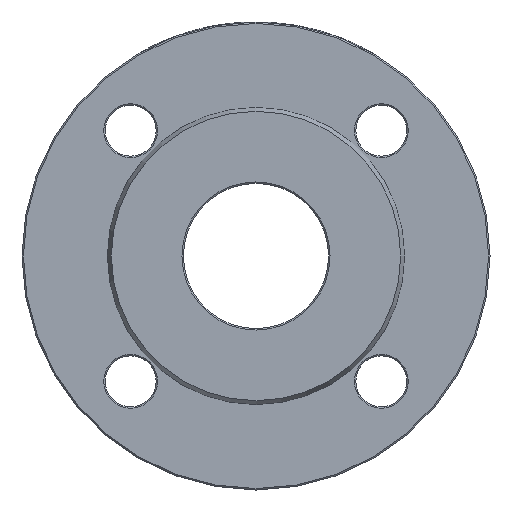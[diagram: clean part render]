
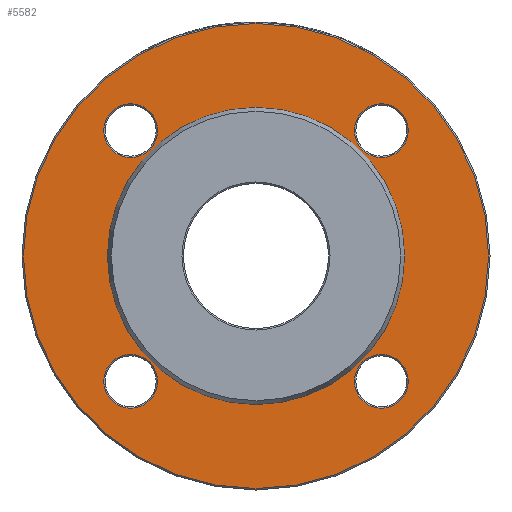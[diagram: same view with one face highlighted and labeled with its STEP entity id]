
A CAD part, left-side view. The second image highlights one B-rep face of the part: STEP entity #5582.
In plain terms, the highlighted planar face has unit normal (-1, 0, 0).
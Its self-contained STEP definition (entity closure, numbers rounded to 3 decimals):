
#17 = CIRCLE ( 'NONE', #718, 9.5 ) ;
#367 = FACE_OUTER_BOUND ( 'NONE', #2129, .T. ) ;
#381 = CIRCLE ( 'NONE', #6497, 9.5 ) ;
#525 = ORIENTED_EDGE ( 'NONE', *, *, #6678, .T. ) ;
#535 = ORIENTED_EDGE ( 'NONE', *, *, #6873, .T. ) ;
#608 = DIRECTION ( 'NONE',  ( 1., 0., 0. ) ) ;
#614 = DIRECTION ( 'NONE',  ( 1., 0., 0. ) ) ;
#718 = AXIS2_PLACEMENT_3D ( 'NONE', #6737, #614, #2893 ) ;
#919 = VERTEX_POINT ( 'NONE', #5421 ) ;
#931 = FACE_BOUND ( 'NONE', #1102, .T. ) ;
#1053 = CARTESIAN_POINT ( 'NONE',  ( 3., 44.194, 44.194 ) ) ;
#1102 = EDGE_LOOP ( 'NONE', ( #1110 ) ) ;
#1110 = ORIENTED_EDGE ( 'NONE', *, *, #2634, .F. ) ;
#1212 = CARTESIAN_POINT ( 'NONE',  ( 3., -53.694, -44.194 ) ) ;
#1583 = ORIENTED_EDGE ( 'NONE', *, *, #6239, .T. ) ;
#1624 = AXIS2_PLACEMENT_3D ( 'NONE', #5004, #608, #6186 ) ;
#1627 = DIRECTION ( 'NONE',  ( 1., 0., 0. ) ) ;
#1798 = CARTESIAN_POINT ( 'NONE',  ( 3., 0., 52.399 ) ) ;
#1841 = CARTESIAN_POINT ( 'NONE',  ( 3., 53.694, 44.194 ) ) ;
#2129 = EDGE_LOOP ( 'NONE', ( #535 ) ) ;
#2167 = CIRCLE ( 'NONE', #6804, 52.399 ) ;
#2254 = DIRECTION ( 'NONE',  ( 0., 0., 1. ) ) ;
#2482 = VERTEX_POINT ( 'NONE', #1212 ) ;
#2594 = DIRECTION ( 'NONE',  ( 1., 0., 0. ) ) ;
#2634 = EDGE_CURVE ( 'NONE', #6759, #6759, #2167, .T. ) ;
#2893 = DIRECTION ( 'NONE',  ( 0., -1., 0. ) ) ;
#3014 = EDGE_CURVE ( 'NONE', #3480, #3480, #4728, .T. ) ;
#3319 = DIRECTION ( 'NONE',  ( -1., 0., 0. ) ) ;
#3480 = VERTEX_POINT ( 'NONE', #1841 ) ;
#3636 = DIRECTION ( 'NONE',  ( 0., 0., -1. ) ) ;
#3709 = FACE_BOUND ( 'NONE', #4608, .T. ) ;
#3774 = PLANE ( 'NONE',  #4990 ) ;
#3825 = DIRECTION ( 'NONE',  ( 0., 1., 0. ) ) ;
#4030 = DIRECTION ( 'NONE',  ( 0., 0., 1. ) ) ;
#4109 = DIRECTION ( 'NONE',  ( -1., 0., 0. ) ) ;
#4212 = EDGE_CURVE ( 'NONE', #5753, #5753, #381, .T. ) ;
#4316 = CIRCLE ( 'NONE', #6962, 82. ) ;
#4354 = DIRECTION ( 'NONE',  ( 0., 0., -1. ) ) ;
#4477 = CARTESIAN_POINT ( 'NONE',  ( 3., 0., 0. ) ) ;
#4577 = CARTESIAN_POINT ( 'NONE',  ( 3., -44.194, 44.194 ) ) ;
#4608 = EDGE_LOOP ( 'NONE', ( #1583 ) ) ;
#4638 = CARTESIAN_POINT ( 'NONE',  ( 3., -44.194, 53.694 ) ) ;
#4728 = CIRCLE ( 'NONE', #5531, 9.5 ) ;
#4990 = AXIS2_PLACEMENT_3D ( 'NONE', #6504, #2594, #4354 ) ;
#5004 = CARTESIAN_POINT ( 'NONE',  ( 3., 44.194, -44.194 ) ) ;
#5155 = CARTESIAN_POINT ( 'NONE',  ( 3., 0., 0. ) ) ;
#5360 = CIRCLE ( 'NONE', #1624, 9.5 ) ;
#5378 = ORIENTED_EDGE ( 'NONE', *, *, #3014, .T. ) ;
#5389 = CARTESIAN_POINT ( 'NONE',  ( 3., 44.194, -53.694 ) ) ;
#5421 = CARTESIAN_POINT ( 'NONE',  ( 3., 0., -82. ) ) ;
#5531 = AXIS2_PLACEMENT_3D ( 'NONE', #1053, #1627, #3825 ) ;
#5582 = ADVANCED_FACE ( 'NONE', ( #3709, #6401, #5835, #7015, #367, #931 ), #3774, .F. ) ;
#5611 = EDGE_LOOP ( 'NONE', ( #5378 ) ) ;
#5753 = VERTEX_POINT ( 'NONE', #4638 ) ;
#5835 = FACE_BOUND ( 'NONE', #5611, .T. ) ;
#5893 = VERTEX_POINT ( 'NONE', #5389 ) ;
#5929 = EDGE_LOOP ( 'NONE', ( #525 ) ) ;
#6037 = EDGE_LOOP ( 'NONE', ( #6117 ) ) ;
#6117 = ORIENTED_EDGE ( 'NONE', *, *, #4212, .T. ) ;
#6186 = DIRECTION ( 'NONE',  ( 0., 0., -1. ) ) ;
#6239 = EDGE_CURVE ( 'NONE', #2482, #2482, #17, .T. ) ;
#6401 = FACE_BOUND ( 'NONE', #6037, .T. ) ;
#6497 = AXIS2_PLACEMENT_3D ( 'NONE', #4577, #6768, #4030 ) ;
#6504 = CARTESIAN_POINT ( 'NONE',  ( 3., 52.399, 0. ) ) ;
#6678 = EDGE_CURVE ( 'NONE', #5893, #5893, #5360, .T. ) ;
#6737 = CARTESIAN_POINT ( 'NONE',  ( 3., -44.194, -44.194 ) ) ;
#6759 = VERTEX_POINT ( 'NONE', #1798 ) ;
#6768 = DIRECTION ( 'NONE',  ( 1., 0., 0. ) ) ;
#6804 = AXIS2_PLACEMENT_3D ( 'NONE', #4477, #3319, #2254 ) ;
#6873 = EDGE_CURVE ( 'NONE', #919, #919, #4316, .T. ) ;
#6962 = AXIS2_PLACEMENT_3D ( 'NONE', #5155, #4109, #3636 ) ;
#7015 = FACE_BOUND ( 'NONE', #5929, .T. ) ;
